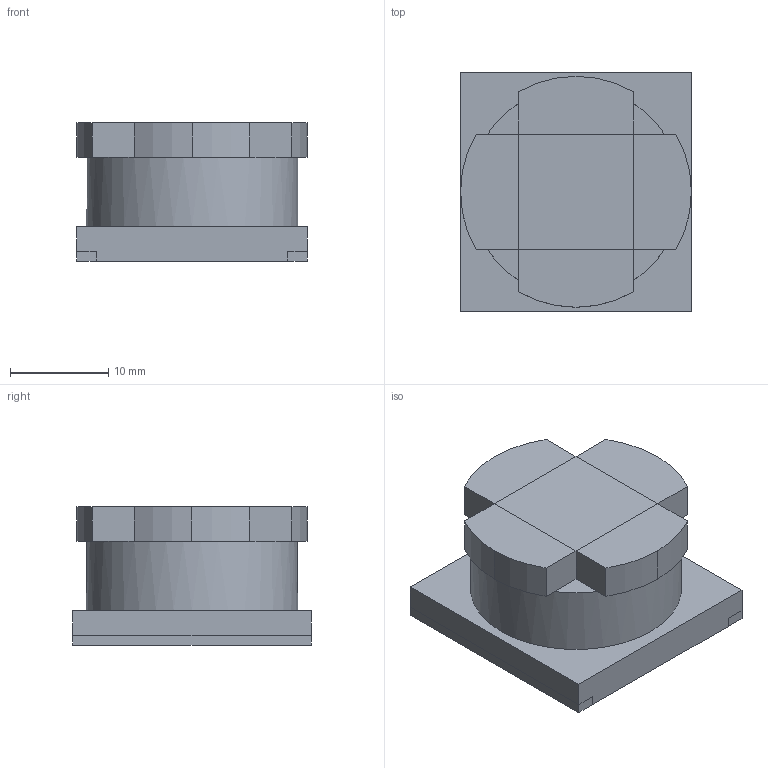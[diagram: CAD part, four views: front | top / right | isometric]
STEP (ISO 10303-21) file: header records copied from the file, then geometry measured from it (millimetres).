
FILE_DESCRIPTION(('FreeCAD Model'),'2;1');
FILE_NAME('L_23X24.3mm_H14mm.step','2020-11-06T11:51:55',('kicad StepUp'),('ksu MCAD'), 'Open CASCADE STEP processor 7.4','FreeCAD','Unknown');
FILE_SCHEMA(('AUTOMOTIVE_DESIGN { 1 0 10303 214 1 1 1 1 }'));
Length unit declared in the file: millimetre
Products named in the file (1): L_23X24.3mm_H14mm
Bounding box: 23.5 x 24.3 x 14.1 mm (x, y, z)
Volume: 5948 mm3; surface area: 2349 mm2
Topology: 1 solids, 1 shells, 44 faces, 103 edges, 62 vertices
Faces by surface type: plane 35, cylinder 9
Full cylindrical faces by diameter (mm): 21.5 x1
Entity records: 1554 total; most frequent: DIRECTION 219, CARTESIAN_POINT 210, ORIENTED_EDGE 206, EDGE_CURVE 103, LINE 77, VECTOR 77, AXIS2_PLACEMENT_3D 71, VERTEX_POINT 62
